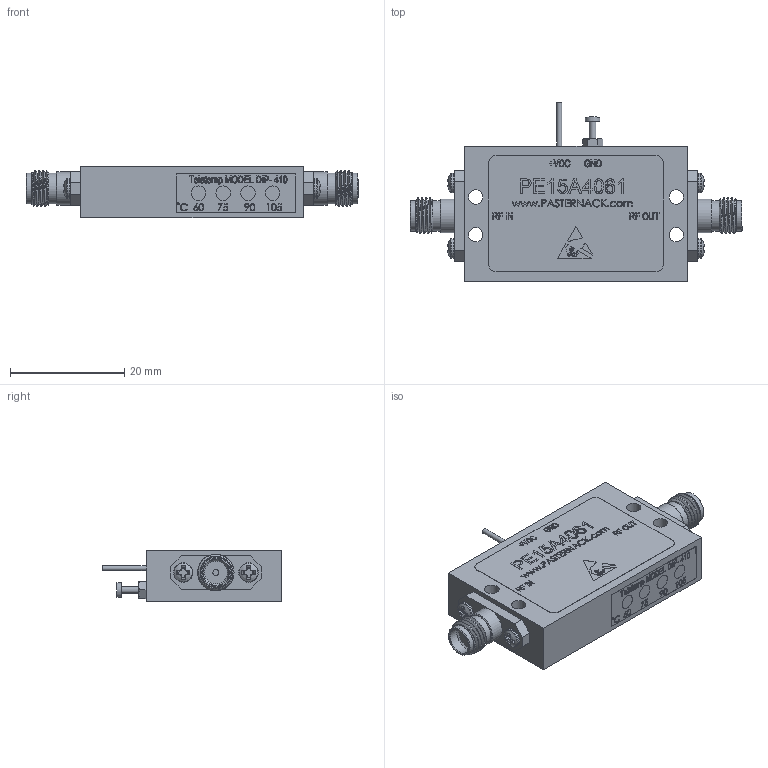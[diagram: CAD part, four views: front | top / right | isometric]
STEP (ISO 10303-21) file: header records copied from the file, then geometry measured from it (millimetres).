
FILE_DESCRIPTION (( 'STEP AP203' ), '1' );
FILE_NAME ('PE15A4061_3D.step', '2022-02-08T18:52:01', ( '' ), ( '' ), 'SwSTEP 2.0', 'SolidWorks 2021', '' );
FILE_SCHEMA (( 'CONFIG_CONTROL_DESIGN' ));
Products named in the file (1): PE15A4061_3D
Bounding box: 58.01 x 31.29 x 8.94 mm (x, y, z)
Volume: 8665.1 mm3; surface area: 4399.5 mm2
Topology: 2 solids, 10 shells, 1342 faces, 3503 edges, 2328 vertices
Faces by surface type: plane 788, bspline 378, cylinder 130, cone 34, torus 8, sphere 4
Full cylindrical faces by diameter (mm): 0.381 x2, 0.889 x1, 1.016 x4, 1.143 x1, 1.27 x2, 1.854 x4, 2.032 x2, 2.184 x2, 2.527 x4, 2.54 x6, 2.794 x1, 3.393 x4, 4.521 x2, 5.08 x2, 5.334 x4, 5.842 x2
Entity records: 67382 total; most frequent: CARTESIAN_POINT 37510, ORIENTED_EDGE 6852, DIRECTION 4636, EDGE_CURVE 3426, VERTEX_POINT 2314, VECTOR 2210, LINE 2210, EDGE_LOOP 1568
